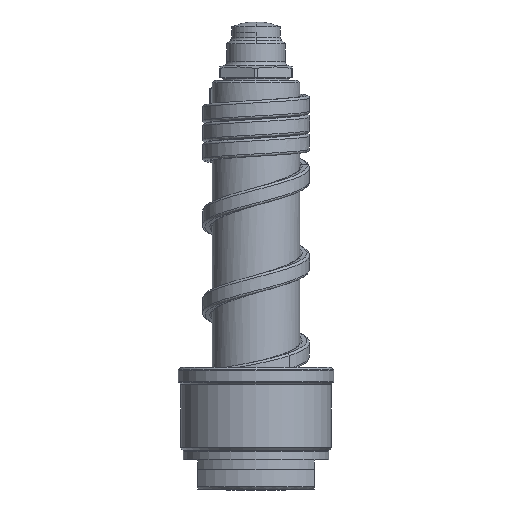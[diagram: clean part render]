
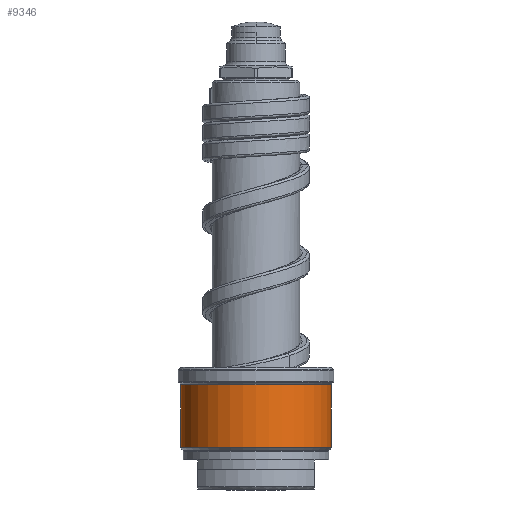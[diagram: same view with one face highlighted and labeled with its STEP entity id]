
A CAD part, front view. The second image highlights one B-rep face of the part: STEP entity #9346.
In plain terms, the highlighted cylindrical face has radius 15.5 mm (diameter 31 mm), a partial arc.
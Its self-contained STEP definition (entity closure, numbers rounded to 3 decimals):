
#2067=CARTESIAN_POINT('',(0.,0.,8.583));
#2068=DIRECTION('',(0.,0.,1.));
#2069=DIRECTION('',(-1.,0.,0.));
#2070=AXIS2_PLACEMENT_3D('',#2067,#2068,#2069);
#2072=DIRECTION('',(0.,0.,-1.));
#2073=VECTOR('',#2072,12.835);
#2074=CARTESIAN_POINT('',(-15.5,0.,21.417));
#2075=LINE('',#2074,#2073);
#2076=CARTESIAN_POINT('',(0.,0.,21.417));
#2077=DIRECTION('',(0.,0.,1.));
#2078=DIRECTION('',(-1.,0.,0.));
#2079=AXIS2_PLACEMENT_3D('',#2076,#2077,#2078);
#2081=DIRECTION('',(0.,0.,-1.));
#2082=VECTOR('',#2081,12.835);
#2083=CARTESIAN_POINT('',(15.5,0.,21.417));
#2084=LINE('',#2083,#2082);
#6480=CARTESIAN_POINT('',(15.5,0.,21.417));
#6481=CARTESIAN_POINT('',(-15.5,0.,21.417));
#6482=VERTEX_POINT('',#6480);
#6483=VERTEX_POINT('',#6481);
#6506=CARTESIAN_POINT('',(15.5,0.,8.583));
#6507=VERTEX_POINT('',#6506);
#6508=CARTESIAN_POINT('',(-15.5,0.,8.583));
#6509=VERTEX_POINT('',#6508);
#9334=CARTESIAN_POINT('',(0.,0.,7.15));
#9335=DIRECTION('',(0.,0.,1.));
#9336=DIRECTION('',(-1.,0.,0.));
#9337=AXIS2_PLACEMENT_3D('',#9334,#9335,#9336);
#9338=CYLINDRICAL_SURFACE('',#9337,15.5);
#9339=ORIENTED_EDGE('',*,*,#9306,.F.);
#9340=ORIENTED_EDGE('',*,*,#9324,.F.);
#9342=ORIENTED_EDGE('',*,*,#9341,.T.);
#9343=ORIENTED_EDGE('',*,*,#9320,.T.);
#9344=EDGE_LOOP('',(#9339,#9340,#9342,#9343));
#9345=FACE_OUTER_BOUND('',#9344,.F.);
#2071=CIRCLE('',#2070,15.5);
#2080=CIRCLE('',#2079,15.5);
#9306=EDGE_CURVE('',#6509,#6507,#2071,.T.);
#9320=EDGE_CURVE('',#6482,#6507,#2084,.T.);
#9324=EDGE_CURVE('',#6483,#6509,#2075,.T.);
#9341=EDGE_CURVE('',#6483,#6482,#2080,.T.);
#9346=ADVANCED_FACE('',(#9345),#9338,.T.);
